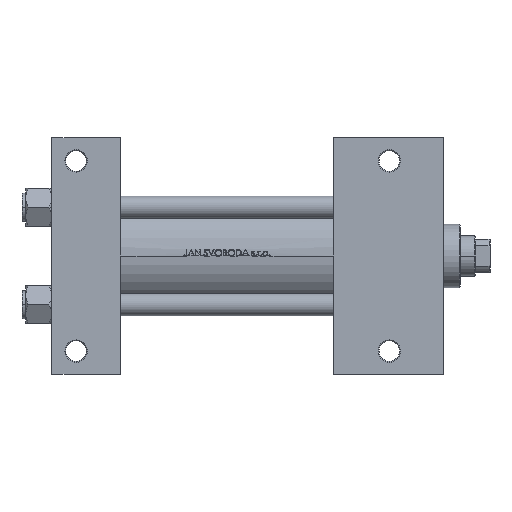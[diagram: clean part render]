
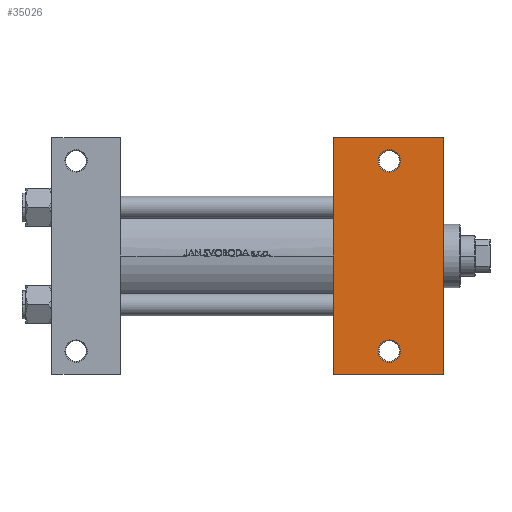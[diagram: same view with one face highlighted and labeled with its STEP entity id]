
A CAD part, front view. The second image highlights one B-rep face of the part: STEP entity #35026.
In plain terms, the highlighted face is planar.
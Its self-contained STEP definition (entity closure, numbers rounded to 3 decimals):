
#952 = LINE ( 'NONE', #9409, #23020 ) ;
#1143 = EDGE_CURVE ( 'NONE', #32988, #48722, #23781, .T. ) ;
#1429 = FACE_BOUND ( 'NONE', #32593, .T. ) ;
#1469 = CARTESIAN_POINT ( 'NONE',  ( 210., 37.5, -37.5 ) ) ;
#2180 = DIRECTION ( 'NONE',  ( 0., 0., 1. ) ) ;
#2654 = CARTESIAN_POINT ( 'NONE',  ( 181., 51., -37.5 ) ) ;
#3171 = DIRECTION ( 'NONE',  ( -1., 0., 0. ) ) ;
#3415 = EDGE_CURVE ( 'NONE', #43313, #21134, #952, .T. ) ;
#5672 = DIRECTION ( 'NONE',  ( -1., 0., 0. ) ) ;
#5764 = DIRECTION ( 'NONE',  ( 1., 0., 0. ) ) ;
#6267 = ORIENTED_EDGE ( 'NONE', *, *, #40138, .T. ) ;
#7009 = DIRECTION ( 'NONE',  ( -1., 0., 0. ) ) ;
#7546 = CARTESIAN_POINT ( 'NONE',  ( 151., -63.5, -37.5 ) ) ;
#8900 = FACE_OUTER_BOUND ( 'NONE', #37805, .T. ) ;
#9409 = CARTESIAN_POINT ( 'NONE',  ( 151., -63.5, -37.5 ) ) ;
#10433 = AXIS2_PLACEMENT_3D ( 'NONE', #39806, #36075, #5672 ) ;
#11922 = DIRECTION ( 'NONE',  ( 0., 0., 1. ) ) ;
#12429 = DIRECTION ( 'NONE',  ( 0., -1., 0. ) ) ;
#13923 = DIRECTION ( 'NONE',  ( 0., -1., 0. ) ) ;
#14881 = CARTESIAN_POINT ( 'NONE',  ( 181., -51., -37.5 ) ) ;
#14924 = VECTOR ( 'NONE', #5764, 1000. ) ;
#15815 = CARTESIAN_POINT ( 'NONE',  ( 186.999, -51., -37.5 ) ) ;
#15899 = EDGE_CURVE ( 'NONE', #37295, #25235, #46630, .T. ) ;
#16642 = PLANE ( 'NONE',  #10433 ) ;
#17481 = CARTESIAN_POINT ( 'NONE',  ( 151., 63.5, -37.5 ) ) ;
#18963 = VERTEX_POINT ( 'NONE', #17481 ) ;
#19343 = CIRCLE ( 'NONE', #25723, 5.999 ) ;
#19489 = EDGE_CURVE ( 'NONE', #18963, #21134, #26134, .T. ) ;
#20228 = CARTESIAN_POINT ( 'NONE',  ( 186.999, 51., -37.5 ) ) ;
#21134 = VERTEX_POINT ( 'NONE', #7546 ) ;
#22873 = EDGE_CURVE ( 'NONE', #18963, #29998, #24719, .T. ) ;
#23020 = VECTOR ( 'NONE', #24643, 1000. ) ;
#23133 = EDGE_CURVE ( 'NONE', #29998, #43313, #39604, .T. ) ;
#23502 = ORIENTED_EDGE ( 'NONE', *, *, #3415, .T. ) ;
#23781 = CIRCLE ( 'NONE', #40485, 5.999 ) ;
#24278 = DIRECTION ( 'NONE',  ( 0., 0., 1. ) ) ;
#24643 = DIRECTION ( 'NONE',  ( -1., 0., 0. ) ) ;
#24719 = LINE ( 'NONE', #40868, #14924 ) ;
#25177 = AXIS2_PLACEMENT_3D ( 'NONE', #14881, #45034, #3171 ) ;
#25235 = VERTEX_POINT ( 'NONE', #40426 ) ;
#25276 = CARTESIAN_POINT ( 'NONE',  ( 210., -63.5, -37.5 ) ) ;
#25723 = AXIS2_PLACEMENT_3D ( 'NONE', #2654, #2180, #44509 ) ;
#26134 = LINE ( 'NONE', #44080, #29288 ) ;
#26200 = ORIENTED_EDGE ( 'NONE', *, *, #22873, .T. ) ;
#26555 = ORIENTED_EDGE ( 'NONE', *, *, #15899, .T. ) ;
#27396 = DIRECTION ( 'NONE',  ( -1., 0., 0. ) ) ;
#28504 = VECTOR ( 'NONE', #12429, 1000. ) ;
#29288 = VECTOR ( 'NONE', #13923, 1000. ) ;
#29869 = ORIENTED_EDGE ( 'NONE', *, *, #19489, .F. ) ;
#29998 = VERTEX_POINT ( 'NONE', #33710 ) ;
#31342 = CIRCLE ( 'NONE', #36906, 5.999 ) ;
#31464 = ORIENTED_EDGE ( 'NONE', *, *, #40772, .T. ) ;
#32406 = EDGE_LOOP ( 'NONE', ( #45392, #6267 ) ) ;
#32593 = EDGE_LOOP ( 'NONE', ( #31464, #26555 ) ) ;
#32988 = VERTEX_POINT ( 'NONE', #45491 ) ;
#33710 = CARTESIAN_POINT ( 'NONE',  ( 210., 63.5, -37.5 ) ) ;
#35026 = ADVANCED_FACE ( 'NONE', ( #43048, #1429, #8900 ), #16642, .T. ) ;
#35478 = CARTESIAN_POINT ( 'NONE',  ( 181., 51., -37.5 ) ) ;
#35612 = CARTESIAN_POINT ( 'NONE',  ( 181., -51., -37.5 ) ) ;
#36075 = DIRECTION ( 'NONE',  ( 0., 0., -1. ) ) ;
#36906 = AXIS2_PLACEMENT_3D ( 'NONE', #35612, #11922, #27396 ) ;
#37295 = VERTEX_POINT ( 'NONE', #15815 ) ;
#37805 = EDGE_LOOP ( 'NONE', ( #29869, #26200, #44205, #23502 ) ) ;
#39604 = LINE ( 'NONE', #1469, #28504 ) ;
#39806 = CARTESIAN_POINT ( 'NONE',  ( 210., 37.5, -37.5 ) ) ;
#40138 = EDGE_CURVE ( 'NONE', #48722, #32988, #19343, .T. ) ;
#40426 = CARTESIAN_POINT ( 'NONE',  ( 175.001, -51., -37.5 ) ) ;
#40485 = AXIS2_PLACEMENT_3D ( 'NONE', #35478, #24278, #7009 ) ;
#40772 = EDGE_CURVE ( 'NONE', #25235, #37295, #31342, .T. ) ;
#40868 = CARTESIAN_POINT ( 'NONE',  ( 151., 63.5, -37.5 ) ) ;
#43048 = FACE_BOUND ( 'NONE', #32406, .T. ) ;
#43313 = VERTEX_POINT ( 'NONE', #25276 ) ;
#44080 = CARTESIAN_POINT ( 'NONE',  ( 151., 37.5, -37.5 ) ) ;
#44205 = ORIENTED_EDGE ( 'NONE', *, *, #23133, .T. ) ;
#44509 = DIRECTION ( 'NONE',  ( -1., 0., 0. ) ) ;
#45034 = DIRECTION ( 'NONE',  ( 0., 0., 1. ) ) ;
#45392 = ORIENTED_EDGE ( 'NONE', *, *, #1143, .T. ) ;
#45491 = CARTESIAN_POINT ( 'NONE',  ( 175.001, 51., -37.5 ) ) ;
#46630 = CIRCLE ( 'NONE', #25177, 5.999 ) ;
#48722 = VERTEX_POINT ( 'NONE', #20228 ) ;
